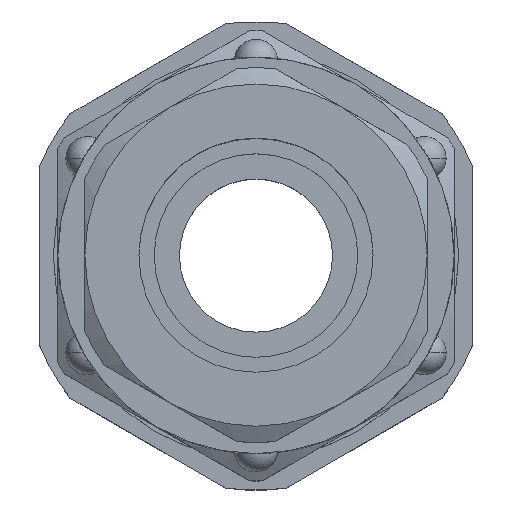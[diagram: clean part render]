
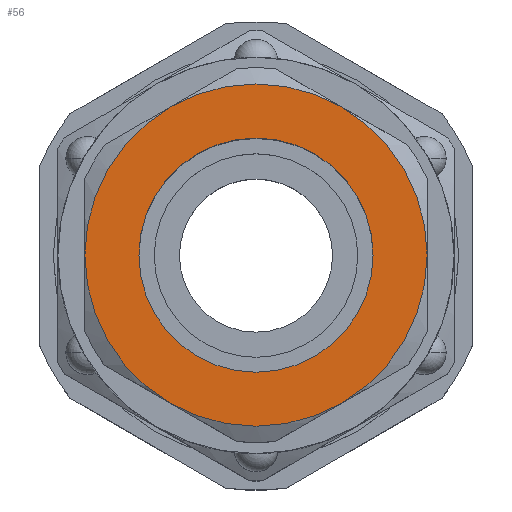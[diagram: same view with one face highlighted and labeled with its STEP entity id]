
A CAD part, top view. The second image highlights one B-rep face of the part: STEP entity #56.
In plain terms, the highlighted planar face has unit normal (0, 0, 1).
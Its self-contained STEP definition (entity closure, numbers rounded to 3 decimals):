
#56 = ADVANCED_FACE ( 'NONE', ( #5463, #1627 ), #1487, .F. ) ;
#144 = EDGE_LOOP ( 'NONE', ( #4414, #2406, #2080, #467, #3830, #6074 ) ) ;
#361 = EDGE_CURVE ( 'NONE', #4286, #1255, #2165, .T. ) ;
#436 = DIRECTION ( 'NONE',  ( -1., 0., 0. ) ) ;
#467 = ORIENTED_EDGE ( 'NONE', *, *, #4563, .F. ) ;
#558 = EDGE_CURVE ( 'NONE', #5762, #2854, #1214, .T. ) ;
#636 = AXIS2_PLACEMENT_3D ( 'NONE', #1519, #5021, #2027 ) ;
#667 = AXIS2_PLACEMENT_3D ( 'NONE', #1270, #4785, #1793 ) ;
#1156 = CIRCLE ( 'NONE', #667, 9.5 ) ;
#1214 = CIRCLE ( 'NONE', #5477, 9.5 ) ;
#1255 = VERTEX_POINT ( 'NONE', #5694 ) ;
#1270 = CARTESIAN_POINT ( 'NONE',  ( 0., 0., 25. ) ) ;
#1278 = DIRECTION ( 'NONE',  ( 0., 0., -1. ) ) ;
#1279 = CARTESIAN_POINT ( 'NONE',  ( 0., 0., 25. ) ) ;
#1308 = CARTESIAN_POINT ( 'NONE',  ( 6.5, 0., 25. ) ) ;
#1428 = CARTESIAN_POINT ( 'NONE',  ( -9.5, 0., 25. ) ) ;
#1454 = AXIS2_PLACEMENT_3D ( 'NONE', #2298, #5798, #2802 ) ;
#1469 = EDGE_CURVE ( 'NONE', #5835, #5762, #1156, .T. ) ;
#1487 = PLANE ( 'NONE',  #1911 ) ;
#1519 = CARTESIAN_POINT ( 'NONE',  ( 0., 0., 25. ) ) ;
#1600 = CIRCLE ( 'NONE', #3840, 9.5 ) ;
#1620 = CARTESIAN_POINT ( 'NONE',  ( 0., 0., 25. ) ) ;
#1627 = FACE_OUTER_BOUND ( 'NONE', #144, .T. ) ;
#1792 = AXIS2_PLACEMENT_3D ( 'NONE', #5997, #2983, #6498 ) ;
#1793 = DIRECTION ( 'NONE',  ( -1., 0., 0. ) ) ;
#1799 = DIRECTION ( 'NONE',  ( -1., 0., 0. ) ) ;
#1911 = AXIS2_PLACEMENT_3D ( 'NONE', #3774, #1278, #5254 ) ;
#1961 = CIRCLE ( 'NONE', #636, 9.5 ) ;
#2027 = DIRECTION ( 'NONE',  ( -1., 0., 0. ) ) ;
#2080 = ORIENTED_EDGE ( 'NONE', *, *, #2348, .F. ) ;
#2126 = DIRECTION ( 'NONE',  ( 1., 0., 0. ) ) ;
#2165 = CIRCLE ( 'NONE', #1792, 6.5 ) ;
#2182 = CARTESIAN_POINT ( 'NONE',  ( -4.75, 8.227, 25. ) ) ;
#2298 = CARTESIAN_POINT ( 'NONE',  ( 0., 0., 25. ) ) ;
#2348 = EDGE_CURVE ( 'NONE', #4900, #5835, #5813, .T. ) ;
#2406 = ORIENTED_EDGE ( 'NONE', *, *, #1469, .F. ) ;
#2424 = DIRECTION ( 'NONE',  ( 0., 0., -1. ) ) ;
#2529 = AXIS2_PLACEMENT_3D ( 'NONE', #1620, #5117, #2126 ) ;
#2778 = EDGE_CURVE ( 'NONE', #1255, #4286, #3217, .T. ) ;
#2789 = CARTESIAN_POINT ( 'NONE',  ( 9.5, 0., 25. ) ) ;
#2802 = DIRECTION ( 'NONE',  ( -1., 0., 0. ) ) ;
#2854 = VERTEX_POINT ( 'NONE', #2182 ) ;
#2983 = DIRECTION ( 'NONE',  ( 0., 0., 1. ) ) ;
#3110 = CIRCLE ( 'NONE', #1454, 9.5 ) ;
#3217 = CIRCLE ( 'NONE', #2529, 6.5 ) ;
#3334 = AXIS2_PLACEMENT_3D ( 'NONE', #6459, #3454, #436 ) ;
#3454 = DIRECTION ( 'NONE',  ( 0., 0., -1. ) ) ;
#3518 = CARTESIAN_POINT ( 'NONE',  ( -4.75, -8.227, 25. ) ) ;
#3774 = CARTESIAN_POINT ( 'NONE',  ( 0., 6.5, 25. ) ) ;
#3830 = ORIENTED_EDGE ( 'NONE', *, *, #4788, .F. ) ;
#3840 = AXIS2_PLACEMENT_3D ( 'NONE', #5426, #2424, #5929 ) ;
#4092 = CARTESIAN_POINT ( 'NONE',  ( 4.75, -8.227, 25. ) ) ;
#4286 = VERTEX_POINT ( 'NONE', #1308 ) ;
#4414 = ORIENTED_EDGE ( 'NONE', *, *, #558, .F. ) ;
#4475 = ORIENTED_EDGE ( 'NONE', *, *, #2778, .F. ) ;
#4563 = EDGE_CURVE ( 'NONE', #5166, #4900, #3110, .T. ) ;
#4785 = DIRECTION ( 'NONE',  ( 0., 0., -1. ) ) ;
#4788 = EDGE_CURVE ( 'NONE', #6450, #5166, #1961, .T. ) ;
#4794 = DIRECTION ( 'NONE',  ( 0., 0., -1. ) ) ;
#4900 = VERTEX_POINT ( 'NONE', #4092 ) ;
#5021 = DIRECTION ( 'NONE',  ( 0., 0., -1. ) ) ;
#5117 = DIRECTION ( 'NONE',  ( 0., 0., 1. ) ) ;
#5166 = VERTEX_POINT ( 'NONE', #2789 ) ;
#5254 = DIRECTION ( 'NONE',  ( -1., 0., 0. ) ) ;
#5426 = CARTESIAN_POINT ( 'NONE',  ( 0., 0., 25. ) ) ;
#5463 = FACE_BOUND ( 'NONE', #5622, .T. ) ;
#5477 = AXIS2_PLACEMENT_3D ( 'NONE', #1279, #4794, #1799 ) ;
#5622 = EDGE_LOOP ( 'NONE', ( #6085, #4475 ) ) ;
#5694 = CARTESIAN_POINT ( 'NONE',  ( -6.5, 0., 25. ) ) ;
#5762 = VERTEX_POINT ( 'NONE', #1428 ) ;
#5798 = DIRECTION ( 'NONE',  ( 0., 0., -1. ) ) ;
#5813 = CIRCLE ( 'NONE', #3334, 9.5 ) ;
#5835 = VERTEX_POINT ( 'NONE', #3518 ) ;
#5929 = DIRECTION ( 'NONE',  ( -1., 0., 0. ) ) ;
#5997 = CARTESIAN_POINT ( 'NONE',  ( 0., 0., 25. ) ) ;
#6011 = CARTESIAN_POINT ( 'NONE',  ( 4.75, 8.227, 25. ) ) ;
#6074 = ORIENTED_EDGE ( 'NONE', *, *, #6342, .F. ) ;
#6085 = ORIENTED_EDGE ( 'NONE', *, *, #361, .F. ) ;
#6342 = EDGE_CURVE ( 'NONE', #2854, #6450, #1600, .T. ) ;
#6450 = VERTEX_POINT ( 'NONE', #6011 ) ;
#6459 = CARTESIAN_POINT ( 'NONE',  ( 0., 0., 25. ) ) ;
#6498 = DIRECTION ( 'NONE',  ( 1., 0., 0. ) ) ;
